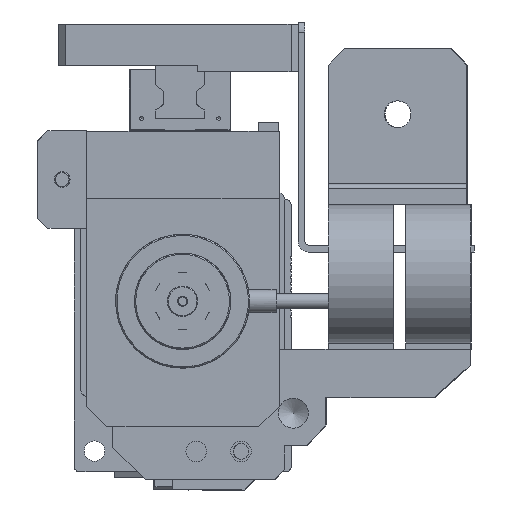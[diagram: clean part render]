
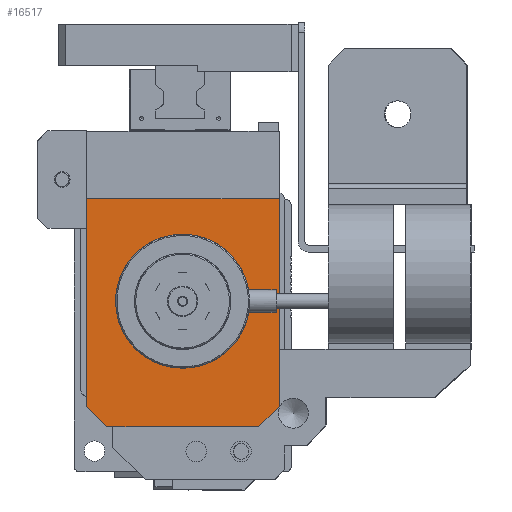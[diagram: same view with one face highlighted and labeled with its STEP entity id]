
A CAD part, left-side view. The second image highlights one B-rep face of the part: STEP entity #16517.
In plain terms, the highlighted face is planar.
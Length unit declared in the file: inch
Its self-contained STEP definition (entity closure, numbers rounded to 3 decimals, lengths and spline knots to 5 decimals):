
#933=FACE_BOUND('',#3693,.T.);
#1489=CIRCLE('',#17908,0.514);
#2373=FACE_OUTER_BOUND('',#3692,.T.);
#3692=EDGE_LOOP('',(#13465,#13466,#13467,#13468,#13469,#13470));
#3693=EDGE_LOOP('',(#13471));
#4884=LINE('',#26700,#6197);
#5093=LINE('',#27245,#6406);
#5197=LINE('',#29405,#6510);
#5198=LINE('',#29407,#6511);
#5199=LINE('',#29408,#6512);
#5200=LINE('',#29409,#6513);
#6197=VECTOR('',#21050,2.55);
#6406=VECTOR('',#21567,1.87);
#6510=VECTOR('',#21791,0.35355);
#6511=VECTOR('',#21792,2.55);
#6512=VECTOR('',#21793,2.37);
#6513=VECTOR('',#21794,0.35355);
#7574=VERTEX_POINT('',#26697);
#7575=VERTEX_POINT('',#26699);
#7756=VERTEX_POINT('',#27242);
#7757=VERTEX_POINT('',#27244);
#7839=VERTEX_POINT('',#29404);
#7840=VERTEX_POINT('',#29406);
#7841=VERTEX_POINT('',#29410);
#9408=EDGE_CURVE('',#7574,#7575,#4884,.T.);
#9665=EDGE_CURVE('',#7757,#7756,#5093,.T.);
#9789=EDGE_CURVE('',#7839,#7756,#5197,.T.);
#9790=EDGE_CURVE('',#7839,#7840,#5198,.T.);
#9791=EDGE_CURVE('',#7575,#7840,#5199,.T.);
#9792=EDGE_CURVE('',#7757,#7574,#5200,.T.);
#9793=EDGE_CURVE('',#7841,#7841,#1489,.T.);
#13465=ORIENTED_EDGE('',*,*,#9789,.F.);
#13466=ORIENTED_EDGE('',*,*,#9790,.T.);
#13467=ORIENTED_EDGE('',*,*,#9791,.F.);
#13468=ORIENTED_EDGE('',*,*,#9408,.F.);
#13469=ORIENTED_EDGE('',*,*,#9792,.F.);
#13470=ORIENTED_EDGE('',*,*,#9665,.T.);
#13471=ORIENTED_EDGE('',*,*,#9793,.F.);
#14749=PLANE('',#17907);
#16517=ADVANCED_FACE('',(#2373,#933),#14749,.T.);
#17907=AXIS2_PLACEMENT_3D('',#29403,#21789,#21790);
#17908=AXIS2_PLACEMENT_3D('',#29411,#21795,#21796);
#21050=DIRECTION('',(0.,1.,0.));
#21567=DIRECTION('',(1.,0.,0.));
#21789=DIRECTION('center_axis',(0.,0.,
1.));
#21790=DIRECTION('ref_axis',(1.,0.,0.));
#21791=DIRECTION('',(-0.707,-0.707,0.));
#21792=DIRECTION('',(0.,1.,0.));
#21793=DIRECTION('',(1.,0.,0.));
#21794=DIRECTION('',(-0.707,0.707,0.));
#21795=DIRECTION('center_axis',(0.,0.,1.));
#21796=DIRECTION('ref_axis',(0.977,0.213,0.));
#26697=CARTESIAN_POINT('',(-1.18139,-1.29155,-0.637));
#26699=CARTESIAN_POINT('',(-1.18139,1.25845,-0.637));
#26700=CARTESIAN_POINT('',(-1.18139,-1.54155,-0.637));
#27242=CARTESIAN_POINT('',(0.93861,-1.54155,-0.637));
#27244=CARTESIAN_POINT('',(-0.93139,-1.54155,-0.637));
#27245=CARTESIAN_POINT('',(-1.18139,-1.54155,-0.637));
#29403=CARTESIAN_POINT('Origin',(-1.18139,-1.54155,-0.637));
#29404=CARTESIAN_POINT('',(1.18861,-1.29155,-0.637));
#29405=CARTESIAN_POINT('',(0.47111,-2.00905,-0.637));
#29406=CARTESIAN_POINT('',(1.18861,1.25845,-0.637));
#29407=CARTESIAN_POINT('',(1.18861,-1.54155,-0.637));
#29408=CARTESIAN_POINT('',(-1.18139,1.25845,-0.637));
#29409=CARTESIAN_POINT('',(-1.05639,-1.41655,-0.637));
#29410=CARTESIAN_POINT('',(-0.50217,-0.10964,-0.637));
#29411=CARTESIAN_POINT('Origin',(0.,0.,
-0.637));
